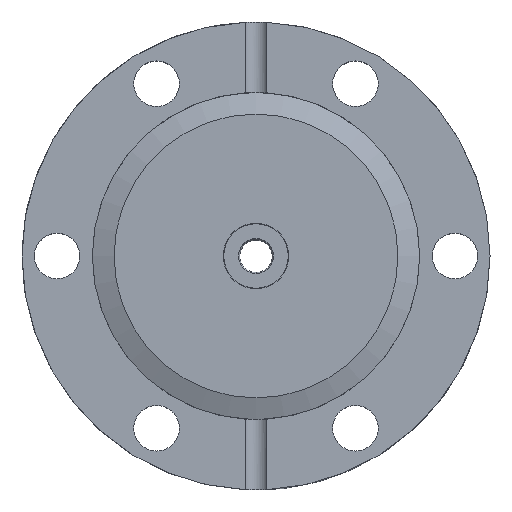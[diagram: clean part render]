
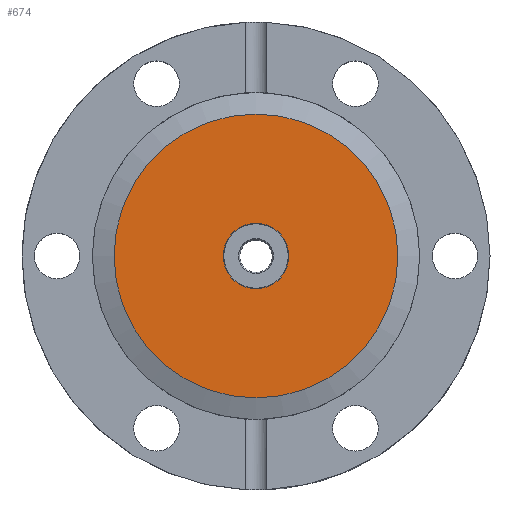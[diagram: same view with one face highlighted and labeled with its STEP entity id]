
A CAD part, top view. The second image highlights one B-rep face of the part: STEP entity #674.
In plain terms, the highlighted planar face has unit normal (0, 0, 1).
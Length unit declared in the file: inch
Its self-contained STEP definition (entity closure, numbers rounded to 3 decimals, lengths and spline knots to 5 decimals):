
#100=FACE_BOUND('',#241,.T.);
#156=FACE_OUTER_BOUND('',#240,.T.);
#240=EDGE_LOOP('',(#533));
#241=EDGE_LOOP('',(#534));
#304=CIRCLE('',#775,0.19);
#312=CIRCLE('',#788,0.825);
#357=VERTEX_POINT('',#1117);
#372=VERTEX_POINT('',#1209);
#416=EDGE_CURVE('',#357,#357,#304,.T.);
#434=EDGE_CURVE('',#372,#372,#312,.T.);
#533=ORIENTED_EDGE('',*,*,#434,.T.);
#534=ORIENTED_EDGE('',*,*,#416,.T.);
#585=PLANE('',#787);
#674=ADVANCED_FACE('',(#156,#100),#585,.F.);
#775=AXIS2_PLACEMENT_3D('',#1118,#942,#943);
#787=AXIS2_PLACEMENT_3D('',#1208,#970,#971);
#788=AXIS2_PLACEMENT_3D('',#1210,#972,#973);
#942=DIRECTION('center_axis',(0.,0.,-1.));
#943=DIRECTION('ref_axis',(1.,0.,0.));
#970=DIRECTION('center_axis',(0.,0.,-1.));
#971=DIRECTION('ref_axis',(-1.,0.,0.));
#972=DIRECTION('center_axis',(0.,0.,1.));
#973=DIRECTION('ref_axis',(0.,1.,0.));
#1117=CARTESIAN_POINT('',(0.19,0.,-0.046));
#1118=CARTESIAN_POINT('Origin',(0.,0.,-0.046));
#1208=CARTESIAN_POINT('Origin',(0.,0.4125,-0.046));
#1209=CARTESIAN_POINT('',(0.,0.825,-0.046));
#1210=CARTESIAN_POINT('Origin',(0.,0.,-0.046));
